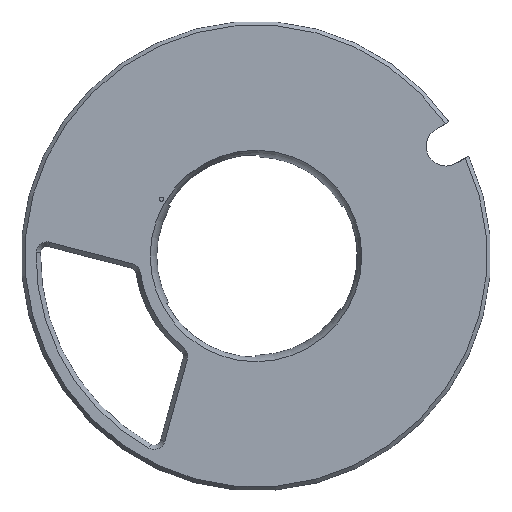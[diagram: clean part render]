
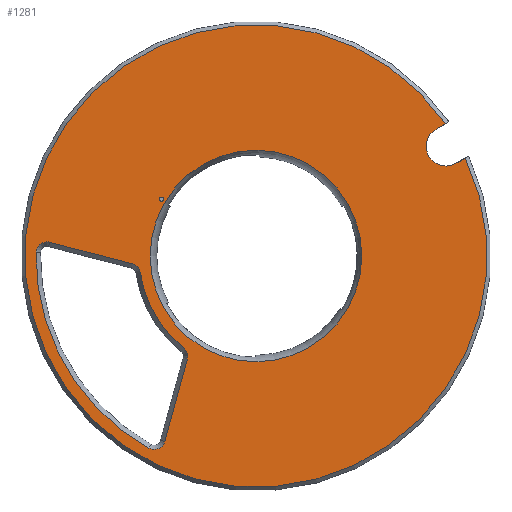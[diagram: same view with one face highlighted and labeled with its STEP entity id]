
A CAD part, top view. The second image highlights one B-rep face of the part: STEP entity #1281.
In plain terms, the highlighted planar face has unit normal (0, 0, 1).
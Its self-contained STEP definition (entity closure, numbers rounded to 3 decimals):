
#21=FACE_BOUND('',#169,.T.);
#22=FACE_BOUND('',#170,.T.);
#23=FACE_BOUND('',#171,.T.);
#50=PLANE('',#1381);
#90=FACE_OUTER_BOUND('',#168,.T.);
#168=EDGE_LOOP('',(#905,#906,#907,#908));
#169=EDGE_LOOP('',(#909));
#170=EDGE_LOOP('',(#910,#911,#912,#913,#914,#915,#916,#917));
#171=EDGE_LOOP('',(#918));
#249=LINE('',#2030,#345);
#257=LINE('',#2087,#353);
#260=LINE('',#2131,#356);
#261=LINE('',#2139,#357);
#345=VECTOR('',#1556,10.);
#353=VECTOR('',#1582,10.);
#356=VECTOR('',#1601,10.);
#357=VECTOR('',#1608,10.);
#431=CIRCLE('',#1361,1.);
#438=CIRCLE('',#1374,9.);
#442=CIRCLE('',#1382,104.972);
#443=CIRCLE('',#1383,5.);
#444=CIRCLE('',#1384,5.);
#445=CIRCLE('',#1385,53.05);
#446=CIRCLE('',#1386,5.);
#447=CIRCLE('',#1387,5.);
#448=CIRCLE('',#1388,99.9);
#449=CIRCLE('',#1389,48.05);
#526=VERTEX_POINT('',#1970);
#539=VERTEX_POINT('',#2027);
#540=VERTEX_POINT('',#2029);
#545=VERTEX_POINT('',#2074);
#549=VERTEX_POINT('',#2085);
#552=VERTEX_POINT('',#2127);
#553=VERTEX_POINT('',#2128);
#554=VERTEX_POINT('',#2130);
#555=VERTEX_POINT('',#2132);
#556=VERTEX_POINT('',#2134);
#557=VERTEX_POINT('',#2136);
#558=VERTEX_POINT('',#2138);
#559=VERTEX_POINT('',#2140);
#560=VERTEX_POINT('',#2143);
#649=EDGE_CURVE('',#526,#526,#431,.T.);
#664=EDGE_CURVE('',#540,#539,#249,.T.);
#675=EDGE_CURVE('',#539,#545,#438,.T.);
#679=EDGE_CURVE('',#545,#549,#257,.T.);
#687=EDGE_CURVE('',#549,#540,#442,.T.);
#688=EDGE_CURVE('',#552,#553,#443,.T.);
#689=EDGE_CURVE('',#553,#554,#260,.T.);
#690=EDGE_CURVE('',#554,#555,#444,.T.);
#691=EDGE_CURVE('',#555,#556,#445,.T.);
#692=EDGE_CURVE('',#556,#557,#446,.T.);
#693=EDGE_CURVE('',#557,#558,#261,.T.);
#694=EDGE_CURVE('',#558,#559,#447,.T.);
#695=EDGE_CURVE('',#559,#552,#448,.T.);
#696=EDGE_CURVE('',#560,#560,#449,.T.);
#905=ORIENTED_EDGE('',*,*,#664,.T.);
#906=ORIENTED_EDGE('',*,*,#675,.T.);
#907=ORIENTED_EDGE('',*,*,#679,.T.);
#908=ORIENTED_EDGE('',*,*,#687,.T.);
#909=ORIENTED_EDGE('',*,*,#649,.T.);
#910=ORIENTED_EDGE('',*,*,#688,.T.);
#911=ORIENTED_EDGE('',*,*,#689,.T.);
#912=ORIENTED_EDGE('',*,*,#690,.T.);
#913=ORIENTED_EDGE('',*,*,#691,.T.);
#914=ORIENTED_EDGE('',*,*,#692,.T.);
#915=ORIENTED_EDGE('',*,*,#693,.T.);
#916=ORIENTED_EDGE('',*,*,#694,.T.);
#917=ORIENTED_EDGE('',*,*,#695,.T.);
#918=ORIENTED_EDGE('',*,*,#696,.F.);
#1281=ADVANCED_FACE('',(#90,#21,#22,#23),#50,.T.);
#1361=AXIS2_PLACEMENT_3D('',#1971,#1534,#1535);
#1374=AXIS2_PLACEMENT_3D('',#2076,#1576,#1577);
#1381=AXIS2_PLACEMENT_3D('',#2125,#1595,#1596);
#1382=AXIS2_PLACEMENT_3D('',#2126,#1597,#1598);
#1383=AXIS2_PLACEMENT_3D('',#2129,#1599,#1600);
#1384=AXIS2_PLACEMENT_3D('',#2133,#1602,#1603);
#1385=AXIS2_PLACEMENT_3D('',#2135,#1604,#1605);
#1386=AXIS2_PLACEMENT_3D('',#2137,#1606,#1607);
#1387=AXIS2_PLACEMENT_3D('',#2141,#1609,#1610);
#1388=AXIS2_PLACEMENT_3D('',#2142,#1611,#1612);
#1389=AXIS2_PLACEMENT_3D('',#2144,#1613,#1614);
#1534=DIRECTION('center_axis',(0.,0.,-1.));
#1535=DIRECTION('ref_axis',(-1.,0.,0.));
#1556=DIRECTION('',(-0.866,-0.5,0.));
#1576=DIRECTION('center_axis',(0.,0.,-1.));
#1577=DIRECTION('ref_axis',(-0.5,0.866,0.));
#1582=DIRECTION('',(0.866,0.5,0.));
#1595=DIRECTION('center_axis',(0.,0.,1.));
#1596=DIRECTION('ref_axis',(1.,0.,0.));
#1597=DIRECTION('center_axis',(0.,0.,1.));
#1598=DIRECTION('ref_axis',(0.,1.,0.));
#1599=DIRECTION('center_axis',(0.,0.,-1.));
#1600=DIRECTION('ref_axis',(-1.,0.015,0.));
#1601=DIRECTION('',(0.967,-0.253,0.));
#1602=DIRECTION('center_axis',(0.,0.,-1.));
#1603=DIRECTION('ref_axis',(0.253,0.967,0.));
#1604=DIRECTION('center_axis',(0.,0.,1.));
#1605=DIRECTION('ref_axis',(-0.989,-0.145,0.));
#1606=DIRECTION('center_axis',(0.,0.,-1.));
#1607=DIRECTION('ref_axis',(0.62,0.785,0.));
#1608=DIRECTION('',(-0.264,-0.964,0.));
#1609=DIRECTION('center_axis',(0.,0.,-1.));
#1610=DIRECTION('ref_axis',(0.964,-0.264,0.));
#1611=DIRECTION('center_axis',(0.,0.,-1.));
#1612=DIRECTION('ref_axis',(-0.487,-0.873,0.));
#1613=DIRECTION('center_axis',(0.,0.,1.));
#1614=DIRECTION('ref_axis',(1.,0.,0.));
#1970=CARTESIAN_POINT('',(-41.901,25.778,93.632));
#1971=CARTESIAN_POINT('Origin',(-42.901,25.778,93.632));
#2027=CARTESIAN_POINT('',(90.83,42.049,93.632));
#2029=CARTESIAN_POINT('',(95.074,44.498,93.632));
#2030=CARTESIAN_POINT('',(37.262,11.121,93.632));
#2074=CARTESIAN_POINT('',(81.83,57.637,93.632));
#2076=CARTESIAN_POINT('Origin',(86.33,49.843,93.632));
#2085=CARTESIAN_POINT('',(86.074,60.087,93.632));
#2087=CARTESIAN_POINT('',(31.113,28.355,93.632));
#2125=CARTESIAN_POINT('Origin',(0.,-48.05,93.632));
#2126=CARTESIAN_POINT('Origin',(0.,0.,93.632));
#2127=CARTESIAN_POINT('',(-99.889,1.472,93.632));
#2128=CARTESIAN_POINT('',(-93.624,6.236,93.632));
#2129=CARTESIAN_POINT('Origin',(-94.89,1.399,93.632));
#2130=CARTESIAN_POINT('',(-56.173,-3.564,93.632));
#2131=CARTESIAN_POINT('',(-41.028,-7.527,93.632));
#2132=CARTESIAN_POINT('',(-52.491,-7.678,93.632));
#2133=CARTESIAN_POINT('Origin',(-57.439,-8.401,93.632));
#2134=CARTESIAN_POINT('',(-32.895,-41.62,93.632));
#2135=CARTESIAN_POINT('Origin',(0.,0.,
93.632));
#2136=CARTESIAN_POINT('',(-31.173,-46.865,93.632));
#2137=CARTESIAN_POINT('Origin',(-35.995,-45.543,93.632));
#2138=CARTESIAN_POINT('',(-41.412,-84.199,93.632));
#2139=CARTESIAN_POINT('',(-30.234,-43.441,93.632));
#2140=CARTESIAN_POINT('',(-48.669,-87.243,93.632));
#2141=CARTESIAN_POINT('Origin',(-46.234,-82.876,93.632));
#2142=CARTESIAN_POINT('Origin',(0.,0.,
93.632));
#2143=CARTESIAN_POINT('',(-48.05,0.,93.632));
#2144=CARTESIAN_POINT('Origin',(0.,0.,93.632));
